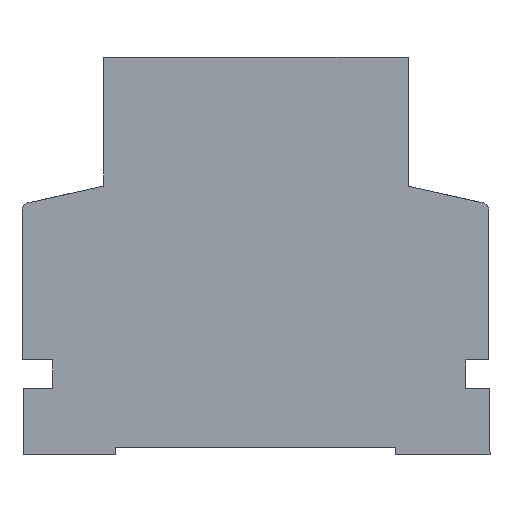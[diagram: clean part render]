
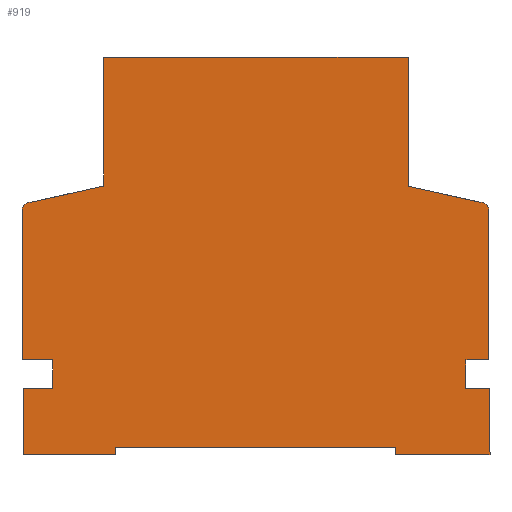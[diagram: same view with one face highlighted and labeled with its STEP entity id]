
A CAD part, left-side view. The second image highlights one B-rep face of the part: STEP entity #919.
In plain terms, the highlighted planar face has unit normal (-1, 0, 0).
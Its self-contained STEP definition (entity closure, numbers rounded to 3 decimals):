
#99=FACE_OUTER_BOUND('',#159,.T.);
#159=EDGE_LOOP('',(#783,#784,#785,#786,#787,#788,#789,#790,#791,#792,#793,
#794,#795,#796,#797,#798,#799,#800,#801,#802,#803,#804));
#177=LINE('',#1380,#267);
#181=LINE('',#1389,#271);
#198=LINE('',#1457,#288);
#202=LINE('',#1464,#292);
#205=LINE('',#1472,#295);
#209=LINE('',#1479,#299);
#212=LINE('',#1487,#302);
#216=LINE('',#1496,#306);
#220=LINE('',#1503,#310);
#223=LINE('',#1509,#313);
#226=LINE('',#1515,#316);
#228=LINE('',#1520,#318);
#231=LINE('',#1527,#321);
#234=LINE('',#1533,#324);
#237=LINE('',#1539,#327);
#240=LINE('',#1545,#330);
#243=LINE('',#1551,#333);
#245=LINE('',#1554,#335);
#248=LINE('',#1560,#338);
#250=LINE('',#1566,#340);
#267=VECTOR('',#1115,304.8);
#271=VECTOR('',#1121,304.8);
#288=VECTOR('',#1204,304.8);
#292=VECTOR('',#1210,304.8);
#295=VECTOR('',#1215,304.8);
#299=VECTOR('',#1221,304.8);
#302=VECTOR('',#1226,304.8);
#306=VECTOR('',#1232,304.8);
#310=VECTOR('',#1238,304.8);
#313=VECTOR('',#1243,304.8);
#316=VECTOR('',#1248,304.8);
#318=VECTOR('',#1252,304.8);
#321=VECTOR('',#1263,304.8);
#324=VECTOR('',#1268,304.8);
#327=VECTOR('',#1273,304.8);
#330=VECTOR('',#1278,304.8);
#333=VECTOR('',#1283,304.8);
#335=VECTOR('',#1287,304.8);
#338=VECTOR('',#1292,304.8);
#340=VECTOR('',#1302,304.8);
#370=CIRCLE('',#1014,1.);
#372=CIRCLE('',#1024,1.);
#391=VERTEX_POINT('',#1377);
#392=VERTEX_POINT('',#1379);
#395=VERTEX_POINT('',#1386);
#396=VERTEX_POINT('',#1388);
#414=VERTEX_POINT('',#1456);
#416=VERTEX_POINT('',#1462);
#419=VERTEX_POINT('',#1469);
#420=VERTEX_POINT('',#1471);
#422=VERTEX_POINT('',#1477);
#425=VERTEX_POINT('',#1484);
#426=VERTEX_POINT('',#1486);
#429=VERTEX_POINT('',#1493);
#430=VERTEX_POINT('',#1495);
#432=VERTEX_POINT('',#1501);
#434=VERTEX_POINT('',#1507);
#436=VERTEX_POINT('',#1513);
#438=VERTEX_POINT('',#1519);
#440=VERTEX_POINT('',#1531);
#442=VERTEX_POINT('',#1537);
#444=VERTEX_POINT('',#1543);
#446=VERTEX_POINT('',#1549);
#448=VERTEX_POINT('',#1558);
#481=EDGE_CURVE('',#392,#391,#177,.T.);
#485=EDGE_CURVE('',#396,#395,#181,.T.);
#518=EDGE_CURVE('',#414,#392,#198,.T.);
#522=EDGE_CURVE('',#395,#416,#202,.T.);
#525=EDGE_CURVE('',#420,#419,#205,.T.);
#529=EDGE_CURVE('',#419,#422,#209,.T.);
#532=EDGE_CURVE('',#426,#425,#212,.T.);
#536=EDGE_CURVE('',#430,#429,#216,.T.);
#540=EDGE_CURVE('',#429,#432,#220,.T.);
#543=EDGE_CURVE('',#432,#434,#223,.T.);
#546=EDGE_CURVE('',#425,#436,#226,.T.);
#548=EDGE_CURVE('',#438,#430,#228,.T.);
#551=EDGE_CURVE('',#416,#420,#370,.T.);
#553=EDGE_CURVE('',#422,#426,#231,.T.);
#556=EDGE_CURVE('',#436,#440,#234,.T.);
#559=EDGE_CURVE('',#440,#442,#237,.T.);
#562=EDGE_CURVE('',#442,#444,#240,.T.);
#565=EDGE_CURVE('',#444,#446,#243,.T.);
#567=EDGE_CURVE('',#446,#438,#245,.T.);
#570=EDGE_CURVE('',#434,#448,#248,.T.);
#572=EDGE_CURVE('',#448,#414,#372,.T.);
#574=EDGE_CURVE('',#391,#396,#250,.T.);
#783=ORIENTED_EDGE('',*,*,#553,.T.);
#784=ORIENTED_EDGE('',*,*,#532,.T.);
#785=ORIENTED_EDGE('',*,*,#546,.T.);
#786=ORIENTED_EDGE('',*,*,#556,.T.);
#787=ORIENTED_EDGE('',*,*,#559,.T.);
#788=ORIENTED_EDGE('',*,*,#562,.T.);
#789=ORIENTED_EDGE('',*,*,#565,.T.);
#790=ORIENTED_EDGE('',*,*,#567,.T.);
#791=ORIENTED_EDGE('',*,*,#548,.T.);
#792=ORIENTED_EDGE('',*,*,#536,.T.);
#793=ORIENTED_EDGE('',*,*,#540,.T.);
#794=ORIENTED_EDGE('',*,*,#543,.T.);
#795=ORIENTED_EDGE('',*,*,#570,.T.);
#796=ORIENTED_EDGE('',*,*,#572,.T.);
#797=ORIENTED_EDGE('',*,*,#518,.T.);
#798=ORIENTED_EDGE('',*,*,#481,.T.);
#799=ORIENTED_EDGE('',*,*,#574,.T.);
#800=ORIENTED_EDGE('',*,*,#485,.T.);
#801=ORIENTED_EDGE('',*,*,#522,.T.);
#802=ORIENTED_EDGE('',*,*,#551,.T.);
#803=ORIENTED_EDGE('',*,*,#525,.T.);
#804=ORIENTED_EDGE('',*,*,#529,.T.);
#863=PLANE('',#1026);
#919=ADVANCED_FACE('',(#99),#863,.T.);
#1014=AXIS2_PLACEMENT_3D('',#1524,#1258,#1259);
#1024=AXIS2_PLACEMENT_3D('',#1563,#1297,#1298);
#1026=AXIS2_PLACEMENT_3D('',#1567,#1303,#1304);
#1115=DIRECTION('',(0.,0.,1.));
#1121=DIRECTION('',(0.,0.,-1.));
#1204=DIRECTION('',(0.,0.976,0.217));
#1210=DIRECTION('',(0.,0.976,-0.217));
#1215=DIRECTION('',(0.,0.,-1.));
#1221=DIRECTION('',(0.,-1.,0.));
#1226=DIRECTION('',(0.,1.,0.));
#1232=DIRECTION('',(0.,1.,0.));
#1238=DIRECTION('',(0.,0.,1.));
#1243=DIRECTION('',(0.,-1.,0.));
#1248=DIRECTION('',(0.,0.,-1.));
#1252=DIRECTION('',(0.,0.,1.));
#1258=DIRECTION('center_axis',(-1.,0.,0.));
#1259=DIRECTION('ref_axis',(0.,-1.,0.));
#1263=DIRECTION('',(0.,0.,-1.));
#1268=DIRECTION('',(0.,-1.,0.));
#1273=DIRECTION('',(0.,0.,1.));
#1278=DIRECTION('',(0.,-1.,0.));
#1283=DIRECTION('',(0.,0.,-1.));
#1287=DIRECTION('',(0.,-1.,0.));
#1292=DIRECTION('',(0.,0.,1.));
#1297=DIRECTION('center_axis',(-1.,0.,0.));
#1298=DIRECTION('ref_axis',(0.,1.,0.));
#1302=DIRECTION('',(0.,1.,0.));
#1303=DIRECTION('center_axis',(-1.,0.,0.));
#1304=DIRECTION('ref_axis',(0.,-1.,0.));
#1377=CARTESIAN_POINT('',(0.,-36.557,72.922));
#1379=CARTESIAN_POINT('',(0.,-36.557,56.817));
#1380=CARTESIAN_POINT('',(0.,-36.557,56.817));
#1386=CARTESIAN_POINT('',(0.,1.458,56.839));
#1388=CARTESIAN_POINT('',(0.,1.458,72.922));
#1389=CARTESIAN_POINT('',(0.,1.458,72.922));
#1456=CARTESIAN_POINT('',(0.,-45.635,54.8));
#1457=CARTESIAN_POINT('',(0.,-45.635,54.8));
#1462=CARTESIAN_POINT('',(0.,10.635,54.8));
#1464=CARTESIAN_POINT('',(0.,1.458,56.839));
#1469=CARTESIAN_POINT('',(0.,11.635,35.148));
#1471=CARTESIAN_POINT('',(0.,11.635,53.8));
#1472=CARTESIAN_POINT('',(0.,11.635,53.8));
#1477=CARTESIAN_POINT('',(0.,7.82,35.148));
#1479=CARTESIAN_POINT('',(0.,11.635,35.148));
#1484=CARTESIAN_POINT('',(0.,11.507,31.607));
#1486=CARTESIAN_POINT('',(0.,7.82,31.607));
#1487=CARTESIAN_POINT('',(0.,7.82,31.607));
#1493=CARTESIAN_POINT('',(0.,-43.775,31.548));
#1495=CARTESIAN_POINT('',(0.,-46.774,31.548));
#1496=CARTESIAN_POINT('',(0.,-46.774,31.548));
#1501=CARTESIAN_POINT('',(0.,-43.775,35.148));
#1503=CARTESIAN_POINT('',(0.,-43.775,31.548));
#1507=CARTESIAN_POINT('',(0.,-46.635,35.148));
#1509=CARTESIAN_POINT('',(0.,-43.775,35.148));
#1513=CARTESIAN_POINT('',(0.,11.507,23.303));
#1515=CARTESIAN_POINT('',(0.,11.507,31.607));
#1519=CARTESIAN_POINT('',(0.,-46.774,23.303));
#1520=CARTESIAN_POINT('',(0.,-46.774,23.303));
#1524=CARTESIAN_POINT('Origin',(0.,10.635,53.8));
#1527=CARTESIAN_POINT('',(0.,7.82,35.148));
#1531=CARTESIAN_POINT('',(0.,0.,23.303));
#1533=CARTESIAN_POINT('',(0.,11.507,23.303));
#1537=CARTESIAN_POINT('',(0.,0.,24.246));
#1539=CARTESIAN_POINT('',(0.,0.,23.303));
#1543=CARTESIAN_POINT('',(0.,-35.,24.246));
#1545=CARTESIAN_POINT('',(0.,0.,24.246));
#1549=CARTESIAN_POINT('',(0.,-35.,23.303));
#1551=CARTESIAN_POINT('',(0.,-35.,24.246));
#1554=CARTESIAN_POINT('',(0.,-35.,23.303));
#1558=CARTESIAN_POINT('',(0.,-46.635,53.8));
#1560=CARTESIAN_POINT('',(0.,-46.635,35.148));
#1563=CARTESIAN_POINT('Origin',(0.,-45.635,53.8));
#1566=CARTESIAN_POINT('',(0.,-36.557,72.922));
#1567=CARTESIAN_POINT('Origin',(0.,7.82,35.148));
